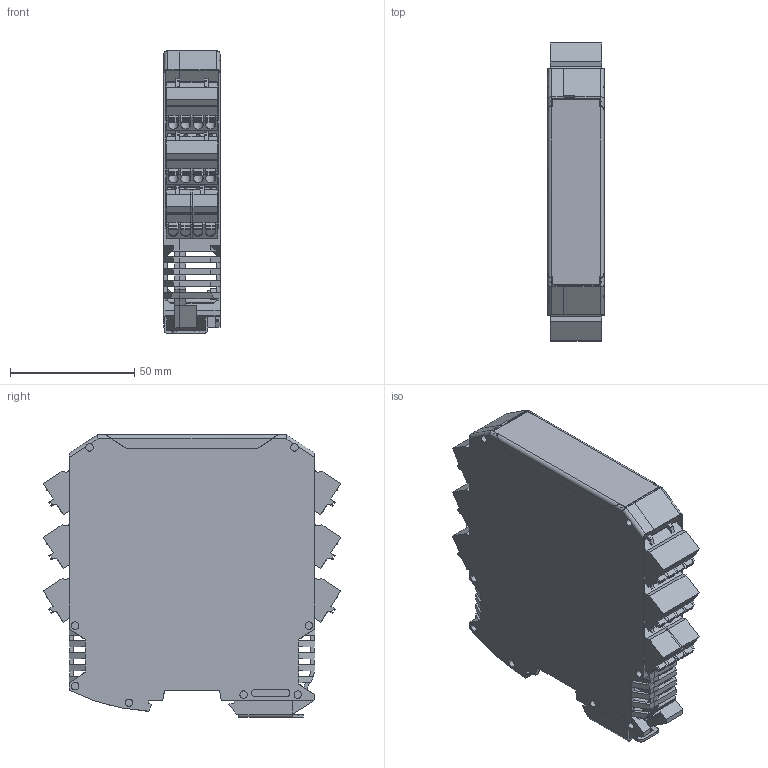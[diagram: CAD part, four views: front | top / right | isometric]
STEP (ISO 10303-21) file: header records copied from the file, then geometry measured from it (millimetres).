
FILE_DESCRIPTION(/* description */ ('Alibre Inc.'),/* implementation_level */ '2;1');
FILE_NAME(/* name */ 'export-1C725CD0-4A89-4CC7-B5E1-BD82E7E62FF7',/* time_stamp */ '2022-06-01T11:38:36+02:00',/* author */ (''),/* organization */ (''),/* preprocessor_version */ 'ST-DEVELOPER v17',/* originating_system */ 'Alibre',/* authorisation */ '');
FILE_SCHEMA (('AUTOMOTIVE_DESIGN'));
Length unit declared in the file: millimetre
Products named in the file (14): ID_1; 2EDGKDF-5.0-04P-1Y-00A(H); 2EDGKDF-5.0-02P-1Y-00A(H)
Bounding box: 22.6 x 119.88 x 113.7 mm (x, y, z)
Volume: 88523.3 mm3; surface area: 100230.3 mm2
Topology: 41 solids, 41 shells, 4167 faces, 11260 edges, 7344 vertices
Faces by surface type: plane 3154, cylinder 935, cone 50, bspline 24, torus 4
Full cylindrical faces by diameter (mm): 2.08 x20, 2.1 x40, 4.98 x2, 5 x4
Entity records: 61828 total; most frequent: CARTESIAN_POINT 11758, ORIENTED_EDGE 10842, DIRECTION 8406, EDGE_CURVE 5418, VECTOR 4446, LINE 4446, VERTEX_POINT 3578, AXIS2_PLACEMENT_3D 2719
